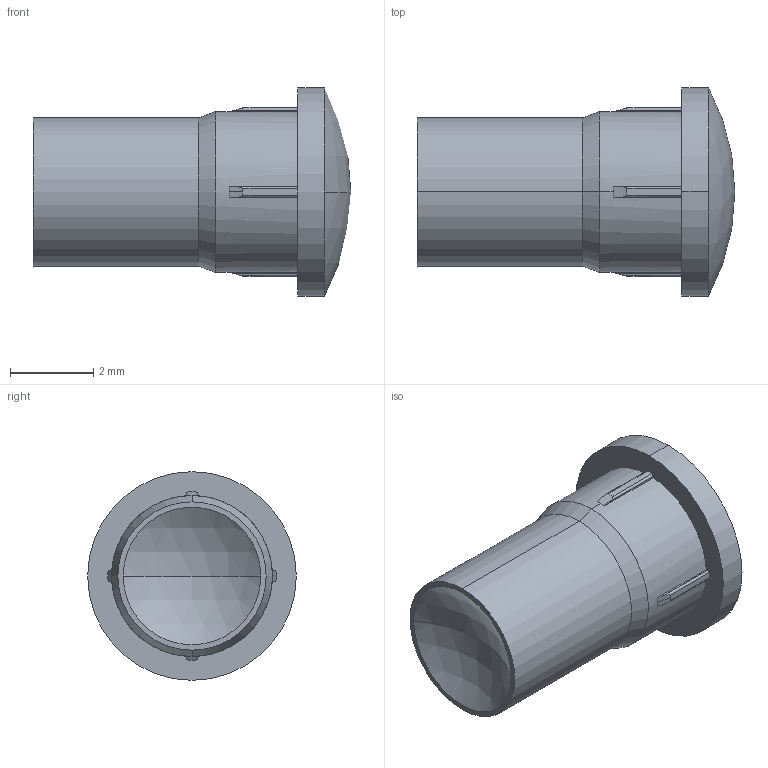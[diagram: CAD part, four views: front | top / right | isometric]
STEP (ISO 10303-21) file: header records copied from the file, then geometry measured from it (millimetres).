
FILE_DESCRIPTION (( 'STEP AP214' ), '1' );
FILE_NAME ('LFC 250 CTP.STEP', '2025-12-10T08:21:19', ( '' ), ( '' ), 'SwSTEP 2.0', 'SolidWorks 2025', '' );
FILE_SCHEMA (( 'AUTOMOTIVE_DESIGN' ));
Length unit declared in the file: inch
Products named in the file (1): LFC 250 CTP
Bounding box: 7.62 x 5 x 5 mm (x, y, z)
Volume: 83.4 mm3; surface area: 123.9 mm2
Topology: 1 solids, 1 shells, 40 faces, 106 edges, 70 vertices
Faces by surface type: cylinder 19, plane 10, cone 7, sphere 4
Entity records: 1437 total; most frequent: CARTESIAN_POINT 397, DIRECTION 220, ORIENTED_EDGE 212, EDGE_CURVE 106, AXIS2_PLACEMENT_3D 89, VERTEX_POINT 70, CIRCLE 48, VECTOR 42
